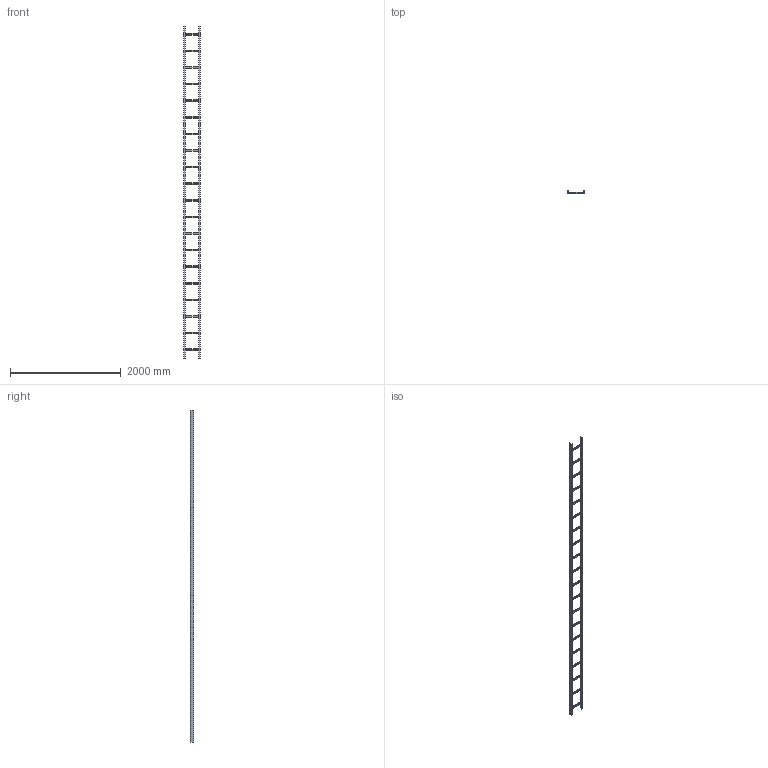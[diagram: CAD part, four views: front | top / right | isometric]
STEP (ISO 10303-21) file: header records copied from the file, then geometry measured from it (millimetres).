
FILE_DESCRIPTION (( 'STEP AP214' ), '1' );
FILE_NAME ('6207204.stp', '2016-09-19T09:46:12', ( '' ), ( '' ), 'SwSTEP 2.0', 'SolidWorks 2014', '' );
FILE_SCHEMA (( 'AUTOMOTIVE_DESIGN' ));
Length unit declared in the file: millimetre
Products named in the file (3): 6207204; KTS 05.011-063_L=6000 mit D=9; 079986_L=0292
Assembly tree (22 placements, depth 2):
  6207204
    079986_L=0292  x20
    KTS 05.011-063_L=6000 mit D=9  x2
Bounding box: 300 x 60 x 6000 mm (x, y, z)
Volume: 2321442.2 mm3; surface area: 3153153.9 mm2
Topology: 22 solids, 22 shells, 468 faces, 1272 edges, 848 vertices
Faces by surface type: plane 300, cylinder 168
Entity records: 1790 total; most frequent: DIRECTION 242, CARTESIAN_POINT 221, ORIENTED_EDGE 192, EDGE_CURVE 96, AXIS2_PLACEMENT_3D 85, LINE 72, VECTOR 72, VERTEX_POINT 64
